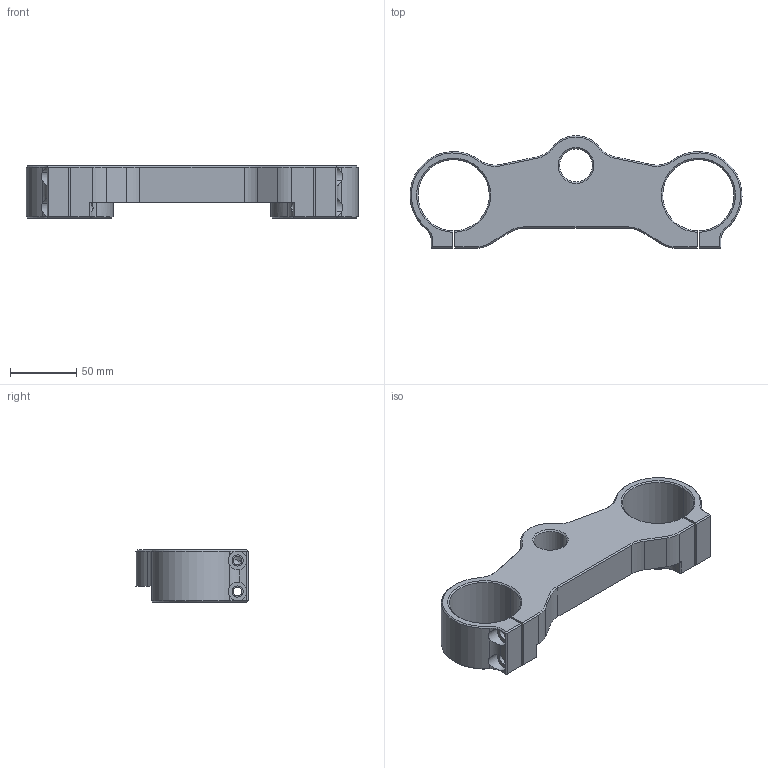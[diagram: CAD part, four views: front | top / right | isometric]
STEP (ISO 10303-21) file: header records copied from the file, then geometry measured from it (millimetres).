
FILE_DESCRIPTION(('CATIA V5 STEP Exchange'),'2;1');
FILE_NAME('te inf.stp','2021-09-28T16:53:26+00:00',('none'),('none'),'CATIA Version 5 Release 21 GA (IN-10)','CATIA V5 STEP AP203','none');
FILE_SCHEMA(('CONFIG_CONTROL_DESIGN'));
Length unit declared in the file: millimetre
Products named in the file (1): té inf
Bounding box: 250.97 x 84.92 x 39.5 mm (x, y, z)
Volume: 236344 mm3; surface area: 71830.3 mm2
Topology: 1 solids, 1 shells, 196 faces, 516 edges, 326 vertices
Faces by surface type: cylinder 87, plane 60, cone 49
Entity records: 5711 total; most frequent: CARTESIAN_POINT 1239, ORIENTED_EDGE 1008, DIRECTION 730, EDGE_CURVE 504, AXIS2_PLACEMENT_3D 339, VERTEX_POINT 316, VECTOR 254, LINE 254
